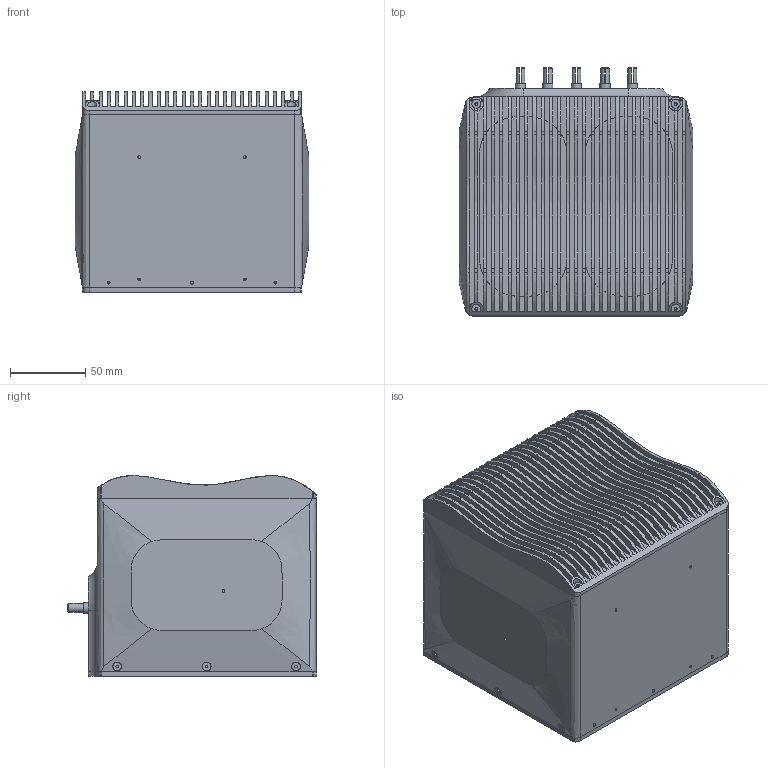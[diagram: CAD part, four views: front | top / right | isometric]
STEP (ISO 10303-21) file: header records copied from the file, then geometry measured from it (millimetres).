
FILE_DESCRIPTION(/* description */ (''),/* implementation_level */ '2;1');
FILE_NAME(/* name */ 'SOUND BOX PROJECT v12.step',/* time_stamp */ '2024-04-14T18:57:36+05:30',/* author */ (''),/* organization */ (''),/* preprocessor_version */ 'ST-DEVELOPER v20',/* originating_system */ 'Autodesk Translation Framework v12.20.1.177',/* authorisation */ '');
FILE_SCHEMA (('AUTOMOTIVE_DESIGN { 1 0 10303 214 3 1 1 }'));
Products named in the file (13): SOUND BOX PROJECT; speaker02; Audio Board; body; speaker01; bat; AUDIO MODULE HOLDER; BAT CLAMP1; BAT CLAMP2; BACK LID; DIFFUSER; PCB; GRILL
Assembly tree (12 placements, depth 2):
  SOUND BOX PROJECT
    speaker02
    Audio Board
    body
    speaker01
    bat
    AUDIO MODULE HOLDER
    BAT CLAMP1
    BAT CLAMP2
    BACK LID
    DIFFUSER
    PCB
    GRILL
Bounding box: 155 x 164.4 x 133 mm (x, y, z)
Volume: 1059110.1 mm3; surface area: 476982.9 mm2
Topology: 12 solids, 12 shells, 1010 faces, 3090 edges, 2127 vertices
Faces by surface type: plane 617, cylinder 241, bspline 134, torus 16, cone 2
Full cylindrical faces by diameter (mm): 1.8 x28, 1.9 x8, 2 x20, 2.1 x4, 3 x1, 5 x10, 6 x2, 6.2 x1, 6.8 x5, 7.5 x5, 13 x1, 56 x2
Entity records: 48252 total; most frequent: CARTESIAN_POINT 21226, ORIENTED_EDGE 6186, DIRECTION 4584, EDGE_CURVE 3093, VERTEX_POINT 2127, LINE 1780, VECTOR 1780, AXIS2_PLACEMENT_3D 1402
